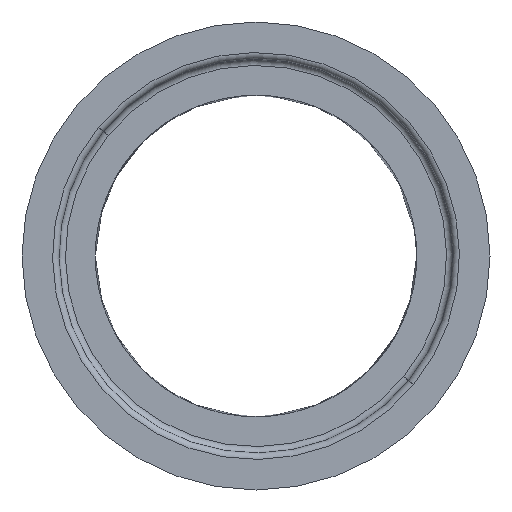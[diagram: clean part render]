
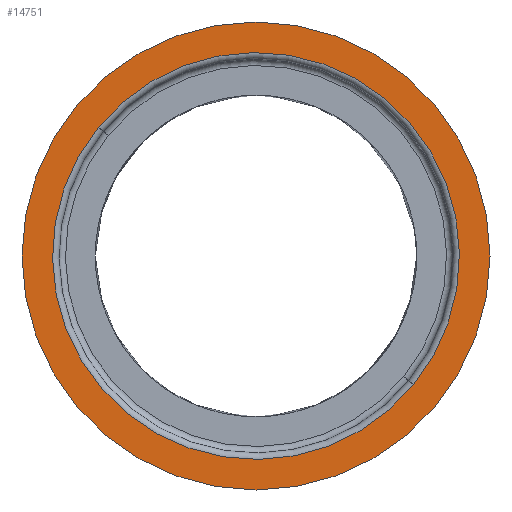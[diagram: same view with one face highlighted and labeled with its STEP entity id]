
A CAD part, front view. The second image highlights one B-rep face of the part: STEP entity #14751.
In plain terms, the highlighted face is planar.
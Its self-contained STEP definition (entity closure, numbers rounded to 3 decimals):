
#152 = VERTEX_POINT ( 'NONE', #10558 ) ;
#295 = EDGE_CURVE ( 'NONE', #14786, #152, #15218, .T. ) ;
#300 = DIRECTION ( 'NONE',  ( 0.775, 0.632, 0. ) ) ;
#369 = CARTESIAN_POINT ( 'NONE',  ( 0., 0., -90. ) ) ;
#1757 = CIRCLE ( 'NONE', #12950, 316.5 ) ;
#3042 = EDGE_CURVE ( 'NONE', #13857, #18731, #1757, .T. ) ;
#3553 = CARTESIAN_POINT ( 'NONE',  ( 0., 0., -90. ) ) ;
#3653 = DIRECTION ( 'NONE',  ( -1., 0., 0. ) ) ;
#4413 = AXIS2_PLACEMENT_3D ( 'NONE', #3553, #17592, #3653 ) ;
#4650 = CARTESIAN_POINT ( 'NONE',  ( 245.17, 200.16, -90. ) ) ;
#5930 = AXIS2_PLACEMENT_3D ( 'NONE', #369, #11103, #14306 ) ;
#6274 = CIRCLE ( 'NONE', #18463, 316.5 ) ;
#6908 = AXIS2_PLACEMENT_3D ( 'NONE', #11993, #15114, #15210 ) ;
#8256 = CARTESIAN_POINT ( 'NONE',  ( -245.17, -200.16, -90. ) ) ;
#8539 = DIRECTION ( 'NONE',  ( 0., 0., 1. ) ) ;
#10491 = FACE_BOUND ( 'NONE', #19857, .T. ) ;
#10558 = CARTESIAN_POINT ( 'NONE',  ( -364., 0., -90. ) ) ;
#10767 = ORIENTED_EDGE ( 'NONE', *, *, #295, .T. ) ;
#10796 = EDGE_CURVE ( 'NONE', #18731, #13857, #6274, .T. ) ;
#11103 = DIRECTION ( 'NONE',  ( 0., 0., -1. ) ) ;
#11748 = CARTESIAN_POINT ( 'NONE',  ( 0., 0., -90. ) ) ;
#11881 = ORIENTED_EDGE ( 'NONE', *, *, #3042, .T. ) ;
#11993 = CARTESIAN_POINT ( 'NONE',  ( 0., 0., -90. ) ) ;
#12950 = AXIS2_PLACEMENT_3D ( 'NONE', #18871, #18769, #300 ) ;
#13857 = VERTEX_POINT ( 'NONE', #4650 ) ;
#14115 = ORIENTED_EDGE ( 'NONE', *, *, #18856, .T. ) ;
#14153 = ORIENTED_EDGE ( 'NONE', *, *, #10796, .T. ) ;
#14306 = DIRECTION ( 'NONE',  ( -1., 0., 0. ) ) ;
#14751 = ADVANCED_FACE ( 'NONE', ( #10491, #19640 ), #16618, .F. ) ;
#14786 = VERTEX_POINT ( 'NONE', #16717 ) ;
#15005 = EDGE_LOOP ( 'NONE', ( #14115, #10767 ) ) ;
#15114 = DIRECTION ( 'NONE',  ( 0., 0., 1. ) ) ;
#15210 = DIRECTION ( 'NONE',  ( 1., 0., 0. ) ) ;
#15218 = CIRCLE ( 'NONE', #5930, 364. ) ;
#16618 = PLANE ( 'NONE',  #6908 ) ;
#16717 = CARTESIAN_POINT ( 'NONE',  ( 364., 0., -90. ) ) ;
#17592 = DIRECTION ( 'NONE',  ( 0., 0., -1. ) ) ;
#18463 = AXIS2_PLACEMENT_3D ( 'NONE', #11748, #8539, #19395 ) ;
#18500 = CIRCLE ( 'NONE', #4413, 364. ) ;
#18731 = VERTEX_POINT ( 'NONE', #8256 ) ;
#18769 = DIRECTION ( 'NONE',  ( 0., 0., 1. ) ) ;
#18856 = EDGE_CURVE ( 'NONE', #152, #14786, #18500, .T. ) ;
#18871 = CARTESIAN_POINT ( 'NONE',  ( 0., 0., -90. ) ) ;
#19395 = DIRECTION ( 'NONE',  ( 0.775, 0.632, 0. ) ) ;
#19640 = FACE_OUTER_BOUND ( 'NONE', #15005, .T. ) ;
#19857 = EDGE_LOOP ( 'NONE', ( #11881, #14153 ) ) ;
